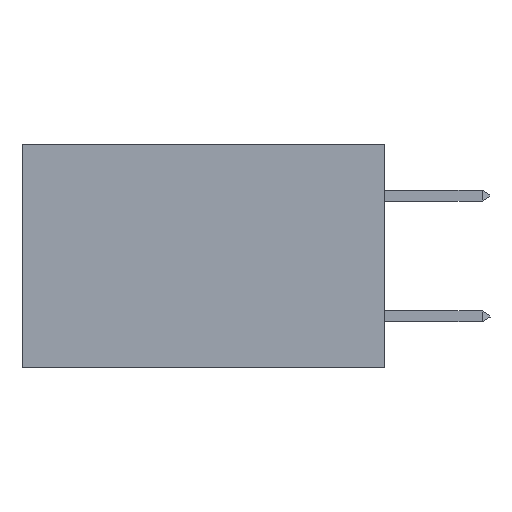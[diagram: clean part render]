
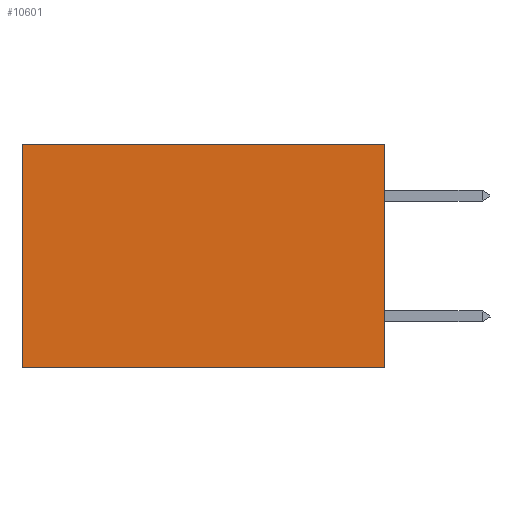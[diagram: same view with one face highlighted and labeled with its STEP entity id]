
A CAD part, left-side view. The second image highlights one B-rep face of the part: STEP entity #10601.
In plain terms, the highlighted planar face has unit normal (-1, 0, 0).
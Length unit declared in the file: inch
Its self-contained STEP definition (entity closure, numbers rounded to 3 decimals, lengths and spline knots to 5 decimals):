
#1303 = CARTESIAN_POINT ( 'NONE',  ( 0.2875, 0.6, -0.37 ) ) ;
#1392 = CARTESIAN_POINT ( 'NONE',  ( 0.2875, 0.6, 0. ) ) ;
#1479 = ORIENTED_EDGE ( 'NONE', *, *, #8436, .F. ) ;
#2904 = LINE ( 'NONE', #1392, #16500 ) ;
#3077 = VERTEX_POINT ( 'NONE', #1303 ) ;
#3579 = EDGE_LOOP ( 'NONE', ( #12872, #1479, #13531, #16840 ) ) ;
#4490 = PLANE ( 'NONE',  #14609 ) ;
#4659 = LINE ( 'NONE', #16488, #5523 ) ;
#5167 = DIRECTION ( 'NONE',  ( 0., 1., 0. ) ) ;
#5523 = VECTOR ( 'NONE', #8749, 39.37008 ) ;
#5822 = VERTEX_POINT ( 'NONE', #11315 ) ;
#5833 = EDGE_CURVE ( 'NONE', #16632, #13279, #4659, .T. ) ;
#7165 = DIRECTION ( 'NONE',  ( 0., 0., -1. ) ) ;
#7326 = VECTOR ( 'NONE', #17032, 39.37008 ) ;
#8436 = EDGE_CURVE ( 'NONE', #13279, #3077, #14254, .T. ) ;
#8749 = DIRECTION ( 'NONE',  ( 0., 0., -1. ) ) ;
#9121 = CARTESIAN_POINT ( 'NONE',  ( 0.2875, 0., 0. ) ) ;
#9595 = EDGE_CURVE ( 'NONE', #16632, #5822, #14237, .T. ) ;
#10601 = ADVANCED_FACE ( 'NONE', ( #16015 ), #4490, .F. ) ;
#10805 = VECTOR ( 'NONE', #5167, 39.37008 ) ;
#11106 = CARTESIAN_POINT ( 'NONE',  ( 0.2875, 0., -0.37 ) ) ;
#11315 = CARTESIAN_POINT ( 'NONE',  ( 0.2875, 0.6, 0. ) ) ;
#12340 = CARTESIAN_POINT ( 'NONE',  ( 0.2875, 0., 0. ) ) ;
#12872 = ORIENTED_EDGE ( 'NONE', *, *, #15365, .T. ) ;
#13202 = CARTESIAN_POINT ( 'NONE',  ( 0.2875, 0., -0.37 ) ) ;
#13279 = VERTEX_POINT ( 'NONE', #11106 ) ;
#13531 = ORIENTED_EDGE ( 'NONE', *, *, #5833, .F. ) ;
#13680 = CARTESIAN_POINT ( 'NONE',  ( 0.2875, 0., 0. ) ) ;
#14237 = LINE ( 'NONE', #9121, #10805 ) ;
#14254 = LINE ( 'NONE', #13202, #7326 ) ;
#14609 = AXIS2_PLACEMENT_3D ( 'NONE', #13680, #14981, #7165 ) ;
#14981 = DIRECTION ( 'NONE',  ( 1., 0., 0. ) ) ;
#15365 = EDGE_CURVE ( 'NONE', #5822, #3077, #2904, .T. ) ;
#16014 = DIRECTION ( 'NONE',  ( 0., 0., -1. ) ) ;
#16015 = FACE_OUTER_BOUND ( 'NONE', #3579, .T. ) ;
#16488 = CARTESIAN_POINT ( 'NONE',  ( 0.2875, 0., 0. ) ) ;
#16500 = VECTOR ( 'NONE', #16014, 39.37008 ) ;
#16632 = VERTEX_POINT ( 'NONE', #12340 ) ;
#16840 = ORIENTED_EDGE ( 'NONE', *, *, #9595, .T. ) ;
#17032 = DIRECTION ( 'NONE',  ( 0., 1., 0. ) ) ;
